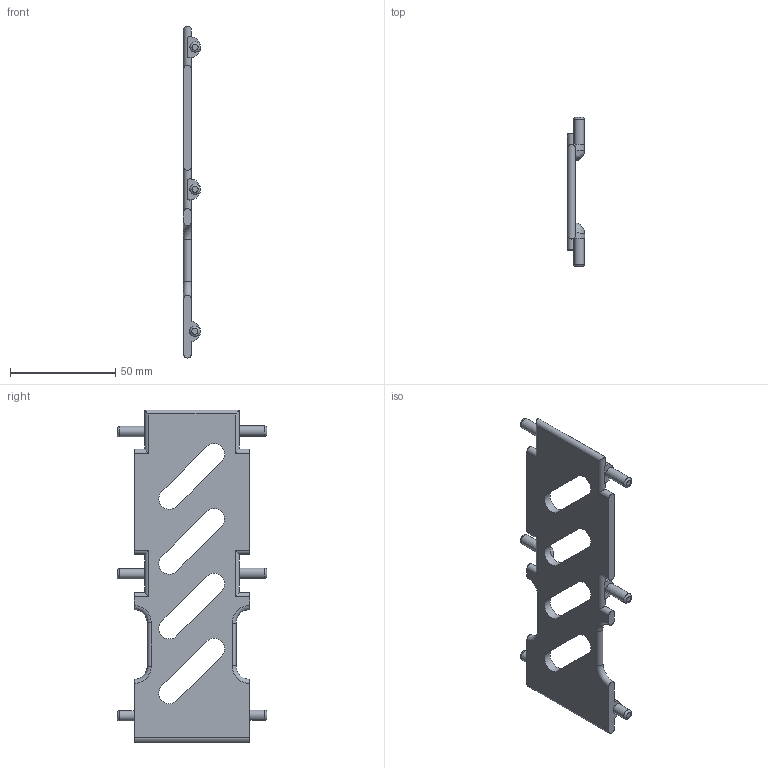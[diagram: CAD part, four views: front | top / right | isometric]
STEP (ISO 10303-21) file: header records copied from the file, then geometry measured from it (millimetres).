
FILE_DESCRIPTION(/* description */ (''),/* implementation_level */ '2;1');
FILE_NAME(/* name */ 'Battery Bay Wall V1.4.1.stp',/* time_stamp */ '2016-10-31T12:39:04-07:00',/* author */ (''),/* organization */ (''),/* preprocessor_version */ 'ST-DEVELOPER v15.2',/* originating_system */ 'Autodesk Translator Framework v2.0.0.5431',/* authorisation */ '');
FILE_SCHEMA (('AUTOMOTIVE_DESIGN { 1 0 10303 214 3 1 1 }'));
Length unit declared in the file: centimetre
Products named in the file (1): (Unsaved)
Bounding box: 8.1 x 71 x 157.7 mm (x, y, z)
Volume: 26652.5 mm3; surface area: 16986.9 mm2
Topology: 1 solids, 1 shells, 78 faces, 204 edges, 134 vertices
Faces by surface type: cylinder 36, plane 26, torus 10, bspline 6
Full cylindrical faces by diameter (mm): 4.9 x6
Entity records: 2697 total; most frequent: CARTESIAN_POINT 759, DIRECTION 404, ORIENTED_EDGE 384, EDGE_CURVE 192, AXIS2_PLACEMENT_3D 153, VERTEX_POINT 134, EDGE_LOOP 104, LINE 98
